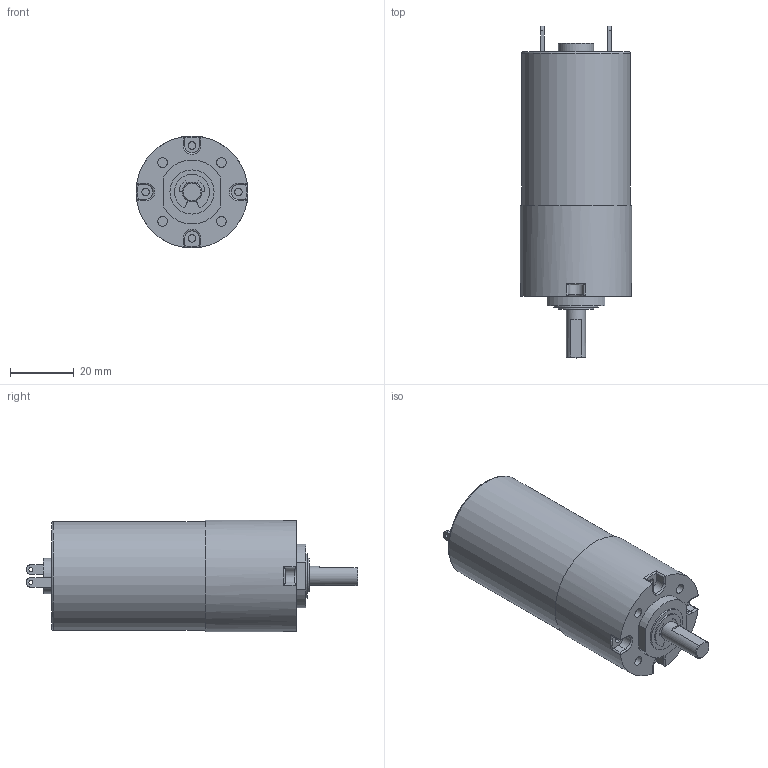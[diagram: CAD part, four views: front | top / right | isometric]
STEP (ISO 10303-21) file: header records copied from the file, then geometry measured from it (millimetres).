
FILE_DESCRIPTION((''),'2;1');
FILE_NAME('k35-3429&3448 SERIES.stp','2015-02-26T17:46:15',('AHN'),(''),'Autodesk Inventor 2012','Autodesk Inventor 2012','');
FILE_SCHEMA(('CONFIG_CONTROL_DESIGN'));
Length unit declared in the file: millimetre
Products named in the file (1): k35-3429&3448
Bounding box: 35 x 103.8 x 34.97 mm (x, y, z)
Volume: 72262.8 mm3; surface area: 11216.5 mm2
Topology: 1 solids, 1 shells, 106 faces, 251 edges, 162 vertices
Faces by surface type: plane 51, cylinder 45, torus 9, cone 1
Full cylindrical faces by diameter (mm): 1.2 x2, 2.4 x4, 3 x4, 6 x1, 11 x1, 13.8 x1, 34 x1, 35 x1
Entity records: 3104 total; most frequent: CARTESIAN_POINT 608, DIRECTION 550, ORIENTED_EDGE 466, EDGE_CURVE 233, AXIS2_PLACEMENT_3D 220, VERTEX_POINT 160, EDGE_LOOP 141, VECTOR 110
